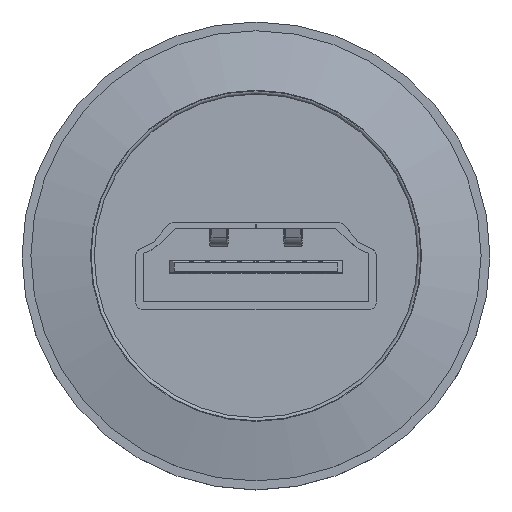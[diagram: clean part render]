
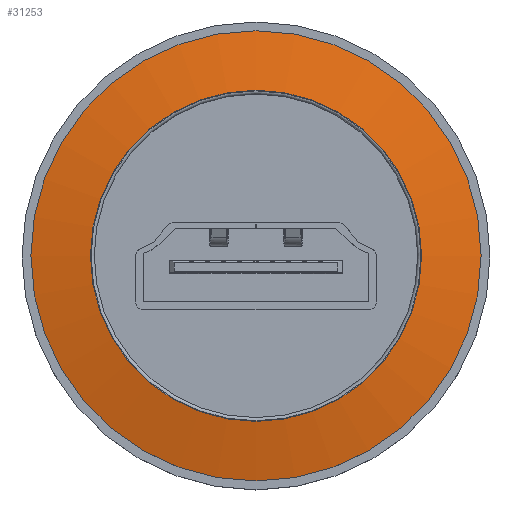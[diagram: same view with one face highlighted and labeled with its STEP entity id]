
A CAD part, top view. The second image highlights one B-rep face of the part: STEP entity #31253.
In plain terms, the highlighted conical face has half-angle 78.5 degrees and reference radius 12.107 mm.
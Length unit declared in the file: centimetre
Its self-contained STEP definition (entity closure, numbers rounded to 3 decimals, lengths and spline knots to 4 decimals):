
#136=CONICAL_SURFACE($,#33522,1.2107,78.5);
#1086=FACE_BOUND($,#11169,.T.);
#9488=FACE_OUTER_BOUND($,#11168,.T.);
#11168=EDGE_LOOP($,(#28607));
#11169=EDGE_LOOP($,(#28608));
#11890=CIRCLE($,#33470,1.0264);
#11904=CIRCLE($,#33521,1.395);
#14825=VERTEX_POINT($,#54447);
#14849=VERTEX_POINT($,#58017);
#19342=EDGE_CURVE($,#14825,#14825,#11890,.T.);
#19441=EDGE_CURVE($,#14849,#14849,#11904,.T.);
#28607=ORIENTED_EDGE($,*,*,#19342,.F.);
#28608=ORIENTED_EDGE($,*,*,#19441,.T.);
#31253=ADVANCED_FACE($,(#9488,#1086),#136,.T.);
#33470=AXIS2_PLACEMENT_3D($,#54448,#41354,#41355);
#33521=AXIS2_PLACEMENT_3D($,#58018,#41465,#41466);
#33522=AXIS2_PLACEMENT_3D($,#58019,#41467,#41468);
#41354=DIRECTION('center_axis',(0.,0.,
1.));
#41355=DIRECTION('ref_axis',(1.,0.,0.));
#41465=DIRECTION('center_axis',(0.,0.,
1.));
#41466=DIRECTION('ref_axis',(1.,0.,0.));
#41467=DIRECTION('center_axis',(0.,0.,
-1.));
#41468=DIRECTION('ref_axis',(1.,0.,0.));
#54447=CARTESIAN_POINT('',(1.0114,0.0556,0.7325));
#54448=CARTESIAN_POINT('Origin',(-0.015,0.0556,
0.7325));
#58017=CARTESIAN_POINT('',(1.38,0.0556,0.6575));
#58018=CARTESIAN_POINT('Origin',(-0.015,0.0556,
0.6575));
#58019=CARTESIAN_POINT('Origin',(-0.015,0.0556,
0.695));
